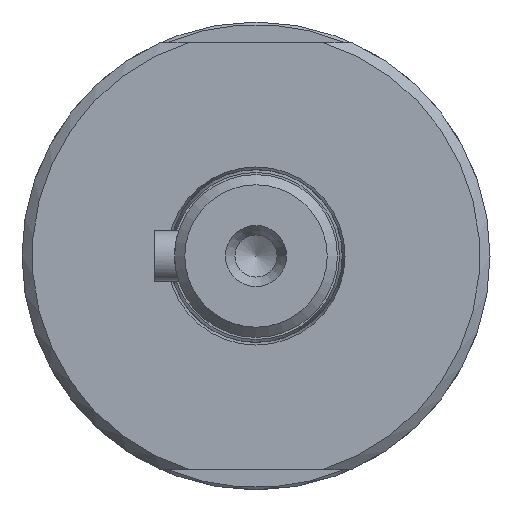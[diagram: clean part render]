
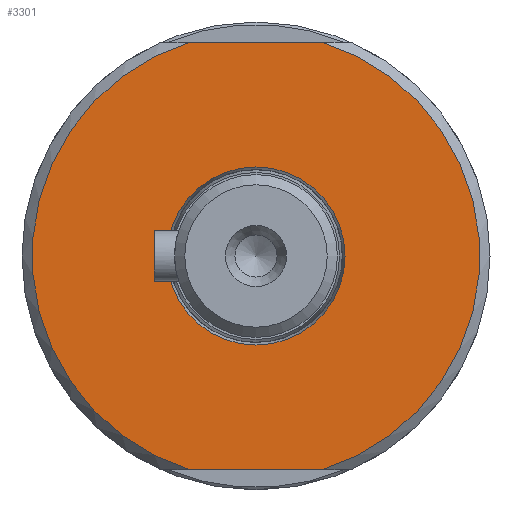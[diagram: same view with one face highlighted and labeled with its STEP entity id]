
A CAD part, left-side view. The second image highlights one B-rep face of the part: STEP entity #3301.
In plain terms, the highlighted planar face has unit normal (-1, 0, 0).
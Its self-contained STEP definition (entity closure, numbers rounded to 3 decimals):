
#107=FACE_BOUND('',#1095,.T.);
#202=PLANE('',#3625);
#440=LINE('',#5545,#694);
#441=LINE('',#5547,#695);
#694=VECTOR('',#4461,10.);
#695=VECTOR('',#4462,10.);
#902=FACE_OUTER_BOUND('',#1094,.T.);
#1094=EDGE_LOOP('',(#2830,#2831,#2832,#2833));
#1095=EDGE_LOOP('',(#2834,#2835));
#1257=CIRCLE('',#3616,8.75);
#1258=CIRCLE('',#3617,8.75);
#1263=CIRCLE('',#3624,22.);
#1264=CIRCLE('',#3626,22.);
#1553=VERTEX_POINT('',#5518);
#1554=VERTEX_POINT('',#5520);
#1557=VERTEX_POINT('',#5531);
#1560=VERTEX_POINT('',#5538);
#1561=VERTEX_POINT('',#5544);
#1562=VERTEX_POINT('',#5546);
#1986=EDGE_CURVE('',#1554,#1553,#1257,.T.);
#1987=EDGE_CURVE('',#1553,#1554,#1258,.T.);
#1995=EDGE_CURVE('',#1560,#1557,#1263,.T.);
#1996=EDGE_CURVE('',#1561,#1557,#440,.T.);
#1997=EDGE_CURVE('',#1560,#1562,#441,.T.);
#1998=EDGE_CURVE('',#1561,#1562,#1264,.T.);
#2830=ORIENTED_EDGE('',*,*,#1996,.T.);
#2831=ORIENTED_EDGE('',*,*,#1995,.F.);
#2832=ORIENTED_EDGE('',*,*,#1997,.T.);
#2833=ORIENTED_EDGE('',*,*,#1998,.F.);
#2834=ORIENTED_EDGE('',*,*,#1986,.T.);
#2835=ORIENTED_EDGE('',*,*,#1987,.T.);
#3301=ADVANCED_FACE('',(#902,#107),#202,.T.);
#3616=AXIS2_PLACEMENT_3D('',#5521,#4440,#4441);
#3617=AXIS2_PLACEMENT_3D('',#5522,#4442,#4443);
#3624=AXIS2_PLACEMENT_3D('',#5542,#4457,#4458);
#3625=AXIS2_PLACEMENT_3D('',#5543,#4459,#4460);
#3626=AXIS2_PLACEMENT_3D('',#5548,#4463,#4464);
#4440=DIRECTION('center_axis',(1.,0.,0.));
#4441=DIRECTION('ref_axis',(0.,-1.,0.));
#4442=DIRECTION('center_axis',(1.,0.,0.));
#4443=DIRECTION('ref_axis',(0.,-1.,0.));
#4457=DIRECTION('center_axis',(1.,0.,0.));
#4458=DIRECTION('ref_axis',(0.,-1.,0.));
#4459=DIRECTION('center_axis',(-1.,0.,0.));
#4460=DIRECTION('ref_axis',(0.,0.,-1.));
#4461=DIRECTION('',(0.,1.,0.));
#4462=DIRECTION('',(0.,-1.,0.));
#4463=DIRECTION('center_axis',(1.,0.,0.));
#4464=DIRECTION('ref_axis',(0.,-1.,0.));
#5518=CARTESIAN_POINT('',(-134.5,8.75,0.));
#5520=CARTESIAN_POINT('',(-134.5,-8.75,0.));
#5521=CARTESIAN_POINT('Origin',(-134.5,0.,0.));
#5522=CARTESIAN_POINT('Origin',(-134.5,0.,0.));
#5531=CARTESIAN_POINT('',(-134.5,6.557,21.));
#5538=CARTESIAN_POINT('',(-134.5,6.557,-21.));
#5542=CARTESIAN_POINT('Origin',(-134.5,0.,0.));
#5543=CARTESIAN_POINT('Origin',(-134.5,-15.375,0.));
#5544=CARTESIAN_POINT('',(-134.5,-6.557,21.));
#5545=CARTESIAN_POINT('',(-134.5,0.91,21.));
#5546=CARTESIAN_POINT('',(-134.5,-6.557,-21.));
#5547=CARTESIAN_POINT('',(-134.5,-15.688,-21.));
#5548=CARTESIAN_POINT('Origin',(-134.5,0.,0.));
